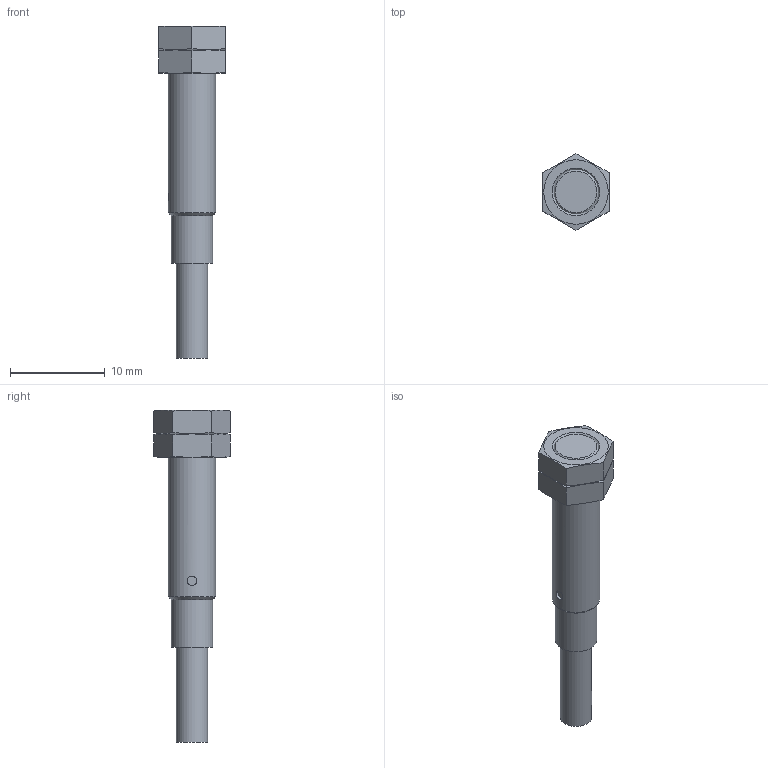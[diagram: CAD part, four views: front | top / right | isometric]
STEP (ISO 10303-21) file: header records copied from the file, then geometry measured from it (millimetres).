
FILE_DESCRIPTION(/* description */ ('STEP AP214'),/* implementation_level */ '2;1');
FILE_NAME(/* name */ '150368_SIEN-M5B-NS-K-L',/* time_stamp */ '2024-09-15T05:41:16+02:00',/* author */ ('License CC BY-ND 4.0'),/* organization */ ('CADENAS'),/* preprocessor_version */ 'ST-DEVELOPER v19.3',/* originating_system */ 'PARTsolutions',/* authorisation */ ' ');
FILE_SCHEMA (('AUTOMOTIVE_DESIGN {1 0 10303 214 3 1 1}'));
Length unit declared in the file: millimetre
Products named in the file (3): 150368 SIEN-M5B-NS-K-L---(2.5_0); 150368 SIEN-M5B-NS-K-Lp---(2.5_0); Flachmutter M5x0.5-2.5-7
Assembly tree (3 placements, depth 2):
  150368 SIEN-M5B-NS-K-L---(2.5_0)
    150368 SIEN-M5B-NS-K-Lp---(2.5_0)
    Flachmutter M5x0.5-2.5-7  x2
Bounding box: 7 x 8.08 x 35 mm (x, y, z)
Volume: 683 mm3; surface area: 806.3 mm2
Topology: 3 solids, 3 shells, 36 faces, 77 edges, 49 vertices
Faces by surface type: plane 20, cone 10, cylinder 6
Full cylindrical faces by diameter (mm): 1 x1, 3.3 x1, 4.387 x1, 4.459 x2, 5 x1
Entity records: 692 total; most frequent: CARTESIAN_POINT 133, DIRECTION 88, ORIENTED_EDGE 66, AXIS2_PLACEMENT_3D 41, EDGE_LOOP 38, FACE_BOUND 38, EDGE_CURVE 33, VERTEX_POINT 27
